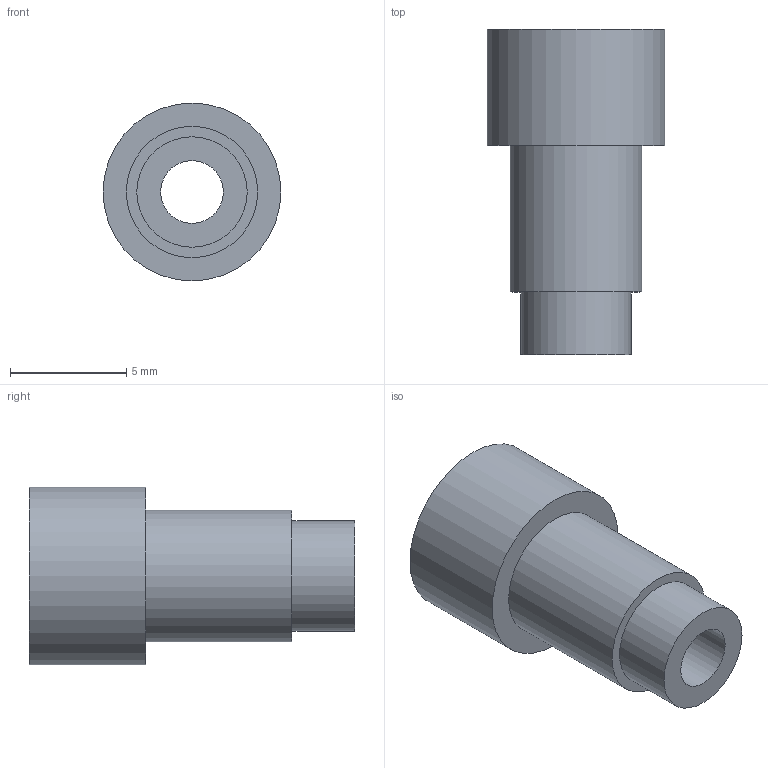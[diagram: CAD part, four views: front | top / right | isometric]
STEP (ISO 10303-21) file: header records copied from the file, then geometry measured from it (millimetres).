
FILE_DESCRIPTION(/* description */ (''),/* implementation_level */ '2;1');
FILE_NAME(/* name */ 'on_motor_axle.stp',/* time_stamp */ '2025-01-01T15:51:36-05:00',/* author */ ('Kenny'),/* organization */ (''),/* preprocessor_version */ 'ST-DEVELOPER v20',/* originating_system */ 'Autodesk Inventor 2025',/* authorisation */ '');
FILE_SCHEMA (('AUTOMOTIVE_DESIGN { 1 0 10303 214 3 1 1 }'));
Length unit declared in the file: millimetre
Products named in the file (1): on_motor_axle
Bounding box: 7.65 x 14 x 7.65 mm (x, y, z)
Volume: 321.2 mm3; surface area: 488.7 mm2
Topology: 1 solids, 1 shells, 10 faces, 15 edges, 11 vertices
Faces by surface type: cylinder 5, plane 5
Full cylindrical faces by diameter (mm): 2.7 x1, 4.75 x1, 5.3 x1, 5.65 x1, 7.65 x1
Entity records: 296 total; most frequent: DIRECTION 47, CARTESIAN_POINT 37, ORIENTED_EDGE 30, AXIS2_PLACEMENT_3D 21, EDGE_LOOP 15, EDGE_CURVE 15, FACE_OUTER_BOUND 10, CIRCLE 10
